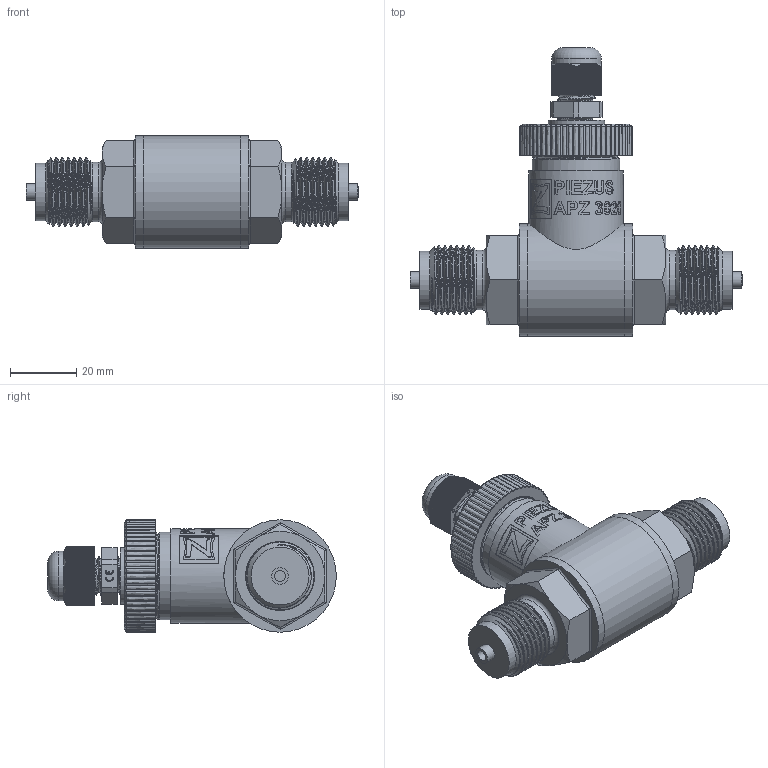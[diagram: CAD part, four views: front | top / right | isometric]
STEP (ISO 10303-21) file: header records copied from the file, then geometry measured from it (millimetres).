
FILE_DESCRIPTION(/* description */ (''),/* implementation_level */ '2;1');
FILE_NAME(/* name */ 'APZ3020_G1''2EN-axial_CableGland.step',/* time_stamp */ '2021-07-28T15:23:11+03:00',/* author */ (''),/* organization */ (''),/* preprocessor_version */ 'ST-DEVELOPER v18.1',/* originating_system */ 'Autodesk Translation Framework v10.9.0.1377',/* authorisation */ '');
FILE_SCHEMA (('AUTOMOTIVE_DESIGN { 1 0 10303 214 3 1 1 }'));
Length unit declared in the file: millimetre
Products named in the file (10): АПЗ 3020 - filled; G1\2 EN; shell; shell2; nut M27x1.5 v8; nut1; M12x1.5 Cable gland v4; Cable gland; Rubber gasket; M12 Domed nut
Assembly tree (9 placements, depth 3):
  АПЗ 3020 - filled
    G1\2 EN
    shell
    shell2
    nut M27x1.5 v8
    nut1
    M12x1.5 Cable gland v4
      Cable gland
      Rubber gasket
      M12 Domed nut
Bounding box: 100.4 x 87.27 x 34 mm (x, y, z)
Volume: 79811.1 mm3; surface area: 32402.5 mm2
Topology: 7 solids, 7 shells, 2759 faces, 8049 edges, 5358 vertices
Faces by surface type: plane 1495, cylinder 810, bspline 412, cone 36, torus 5, sphere 1
Full cylindrical faces by diameter (mm): 1 x6, 3.3 x2, 5 x2, 7.5 x1, 8 x1, 9.976 x5, 10 x6, 10.376 x4, 10.526 x3, 11.6 x4, 12 x5, 12.203 x3, 12.6 x1, 15 x1, 17 x1, 17.5 x2, 18 x2, 18.631 x12, 21.4 x2, 22.3 x1, 23.6 x1, 24 x3, 24.5 x2, 24.6 x4, 25.132 x4, 25.526 x4, 26.5 x5, 27.208 x5, 28.5 x1, 30 x2
Entity records: 122952 total; most frequent: CARTESIAN_POINT 53085, ORIENTED_EDGE 16098, DIRECTION 12567, EDGE_CURVE 8049, VERTEX_POINT 5358, LINE 4345, VECTOR 4345, AXIS2_PLACEMENT_3D 4111
